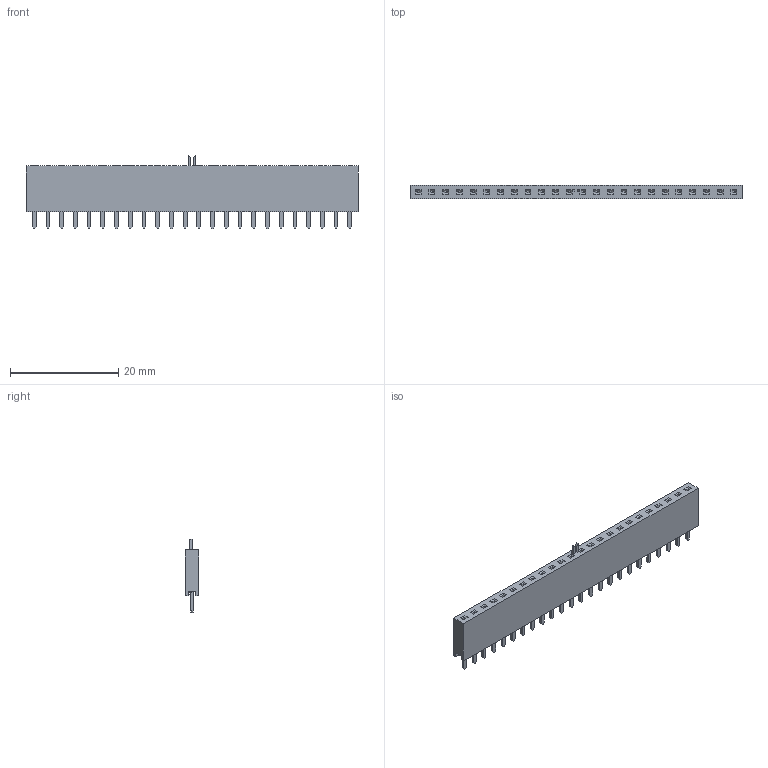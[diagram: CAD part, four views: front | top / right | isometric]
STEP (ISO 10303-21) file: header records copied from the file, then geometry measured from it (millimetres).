
FILE_DESCRIPTION( ( 'Unknown' ), '1' );
FILE_NAME( '61302411821.stp', 'Unknown', ( 'Unknown' ), ( 'Unknown' ), 'PSStep 14.0', 'Unknown', ' ' );
FILE_SCHEMA( ( 'AUTOMOTIVE_DESIGN { 1 0 10303 214 1 1 1 1 }' ) );
Length unit declared in the file: millimetre
Products named in the file (3): Assem1; 6130xx11821_PIN; 61302411821
Bounding box: 61.46 x 2.5 x 13.53 mm (x, y, z)
Surface area: 5454.3 mm2
Topology: 27 solids, 27 shells, 1221 faces, 3309 edges, 2142 vertices
Faces by surface type: plane 1121, cylinder 50, extrusion 50
Entity records: 12593 total; most frequent: CARTESIAN_POINT 1782, ORIENTED_EDGE 1722, DIRECTION 1557, EDGE_CURVE 861, VECTOR 855, LINE 853, VERTEX_POINT 542, EDGE_LOOP 371
